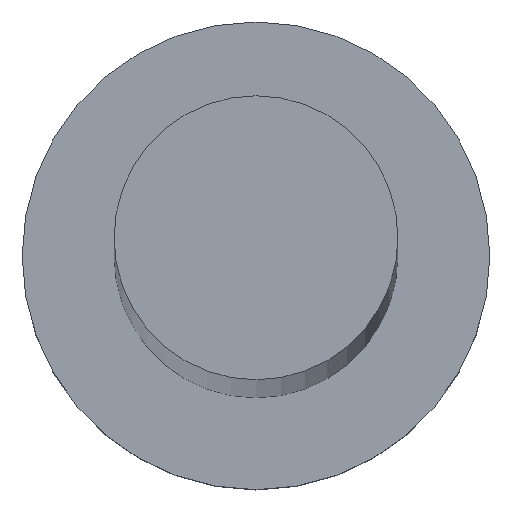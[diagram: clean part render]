
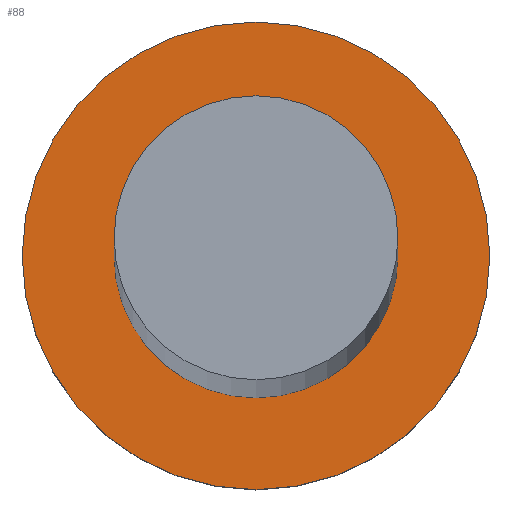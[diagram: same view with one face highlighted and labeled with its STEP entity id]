
A CAD part, top view. The second image highlights one B-rep face of the part: STEP entity #88.
In plain terms, the highlighted planar face has unit normal (0, 0, 1).
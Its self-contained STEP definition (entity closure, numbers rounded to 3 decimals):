
#3 = EDGE_LOOP ( 'NONE', ( #113, #119 ) ) ;
#9 = VERTEX_POINT ( 'NONE', #74 ) ;
#12 = AXIS2_PLACEMENT_3D ( 'NONE', #151, #231, #133 ) ;
#16 = AXIS2_PLACEMENT_3D ( 'NONE', #89, #161, #245 ) ;
#20 = AXIS2_PLACEMENT_3D ( 'NONE', #213, #60, #116 ) ;
#60 = DIRECTION ( 'NONE',  ( 0., 0., 1. ) ) ;
#73 = FACE_OUTER_BOUND ( 'NONE', #145, .T. ) ;
#74 = CARTESIAN_POINT ( 'NONE',  ( -7., 0., 5. ) ) ;
#80 = CARTESIAN_POINT ( 'NONE',  ( 4.25, 0., 5. ) ) ;
#88 = ADVANCED_FACE ( 'NONE', ( #128, #73 ), #207, .T. ) ;
#89 = CARTESIAN_POINT ( 'NONE',  ( 0., 0., 5. ) ) ;
#97 = CIRCLE ( 'NONE', #117, 4.25 ) ;
#100 = CARTESIAN_POINT ( 'NONE',  ( 0., 0., 5. ) ) ;
#110 = VERTEX_POINT ( 'NONE', #191 ) ;
#112 = CIRCLE ( 'NONE', #12, 4.25 ) ;
#113 = ORIENTED_EDGE ( 'NONE', *, *, #212, .F. ) ;
#116 = DIRECTION ( 'NONE',  ( 1., 0., 0. ) ) ;
#117 = AXIS2_PLACEMENT_3D ( 'NONE', #100, #193, #173 ) ;
#118 = ORIENTED_EDGE ( 'NONE', *, *, #188, .T. ) ;
#119 = ORIENTED_EDGE ( 'NONE', *, *, #199, .F. ) ;
#120 = AXIS2_PLACEMENT_3D ( 'NONE', #169, #135, #232 ) ;
#128 = FACE_BOUND ( 'NONE', #3, .T. ) ;
#129 = EDGE_CURVE ( 'NONE', #9, #110, #243, .T. ) ;
#133 = DIRECTION ( 'NONE',  ( 1., 0., 0. ) ) ;
#135 = DIRECTION ( 'NONE',  ( 0., 0., 1. ) ) ;
#136 = CARTESIAN_POINT ( 'NONE',  ( -4.25, 0., 5. ) ) ;
#145 = EDGE_LOOP ( 'NONE', ( #164, #118 ) ) ;
#151 = CARTESIAN_POINT ( 'NONE',  ( 0., 0., 5. ) ) ;
#161 = DIRECTION ( 'NONE',  ( 0., 0., 1. ) ) ;
#164 = ORIENTED_EDGE ( 'NONE', *, *, #129, .T. ) ;
#169 = CARTESIAN_POINT ( 'NONE',  ( 0., 0., 5. ) ) ;
#173 = DIRECTION ( 'NONE',  ( 1., 0., 0. ) ) ;
#188 = EDGE_CURVE ( 'NONE', #110, #9, #196, .T. ) ;
#191 = CARTESIAN_POINT ( 'NONE',  ( 7., 0., 5. ) ) ;
#193 = DIRECTION ( 'NONE',  ( 0., 0., 1. ) ) ;
#196 = CIRCLE ( 'NONE', #120, 7. ) ;
#199 = EDGE_CURVE ( 'NONE', #228, #202, #97, .T. ) ;
#202 = VERTEX_POINT ( 'NONE', #136 ) ;
#207 = PLANE ( 'NONE',  #16 ) ;
#212 = EDGE_CURVE ( 'NONE', #202, #228, #112, .T. ) ;
#213 = CARTESIAN_POINT ( 'NONE',  ( 0., 0., 5. ) ) ;
#228 = VERTEX_POINT ( 'NONE', #80 ) ;
#231 = DIRECTION ( 'NONE',  ( 0., 0., 1. ) ) ;
#232 = DIRECTION ( 'NONE',  ( 1., 0., 0. ) ) ;
#243 = CIRCLE ( 'NONE', #20, 7. ) ;
#245 = DIRECTION ( 'NONE',  ( 1., 0., 0. ) ) ;
